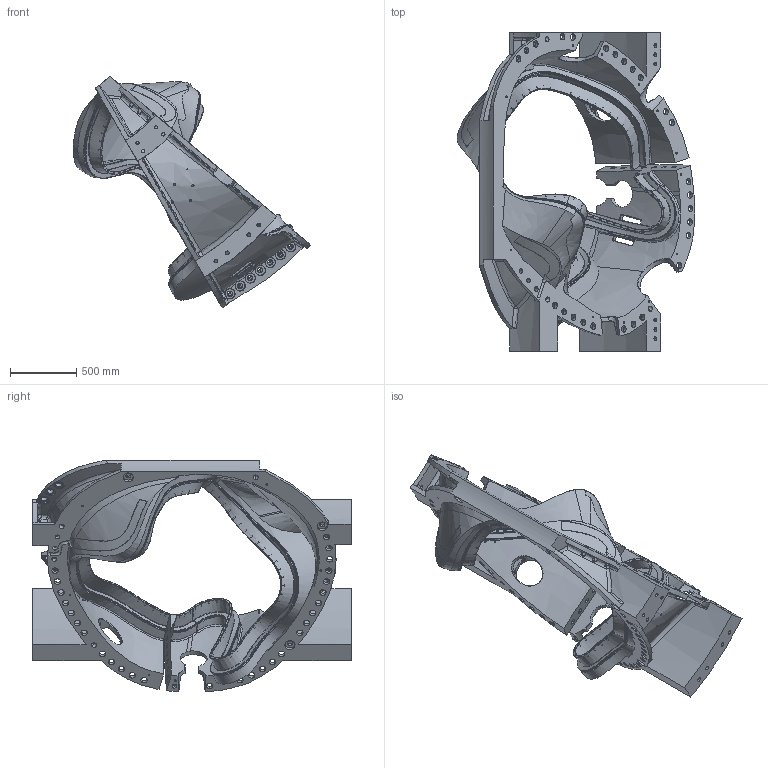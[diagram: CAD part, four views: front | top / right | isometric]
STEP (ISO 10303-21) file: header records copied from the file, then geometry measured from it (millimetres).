
FILE_DESCRIPTION((''),'2;1');
FILE_NAME('SE141-116','2005-06-09T',('xdw'),('ORNL/UT-Battelle'),'PRO/ENGINEER BY PARAMETRIC TECHNOLOGY CORPORATION, 2004440','PRO/ENGINEER BY PARAMETRIC TECHNOLOGY CORPORATION, 2004440','');
FILE_SCHEMA(('AUTOMOTIVE_DESIGN_CC2 { 1 2 10303 214 -1 1 5 2 }'));
Length unit declared in the file: inch
Products named in the file (1): SE141-116
Bounding box: 1786.23 x 2397.12 x 1744.13 mm (x, y, z)
Volume: 287442796.7 mm3; surface area: 15205428.2 mm2
Topology: 1 solids, 1 shells, 1934 faces, 4895 edges, 2932 vertices
Faces by surface type: cylinder 886, bspline 410, cone 304, plane 264, sphere 47, extrusion 19, torus 4
Entity records: 137750 total; most frequent: CARTESIAN_POINT 72151, ORIENTED_EDGE 9252, DIRECTION 7608, PRESENTATION_STYLE_ASSIGNMENT 5594, STYLED_ITEM 4646, CURVE_STYLE 4645, EDGE_CURVE 4626, AXIS2_PLACEMENT_3D 3027
